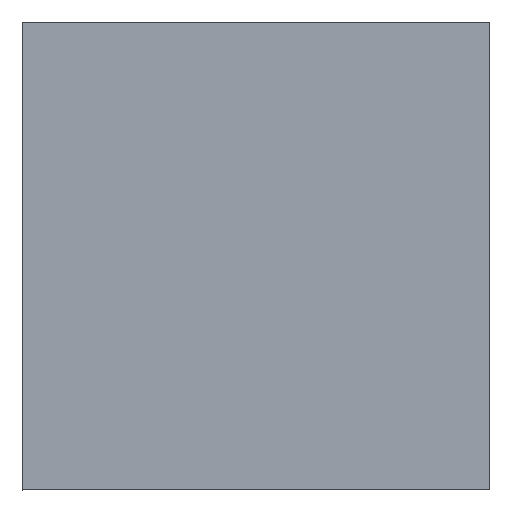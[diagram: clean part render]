
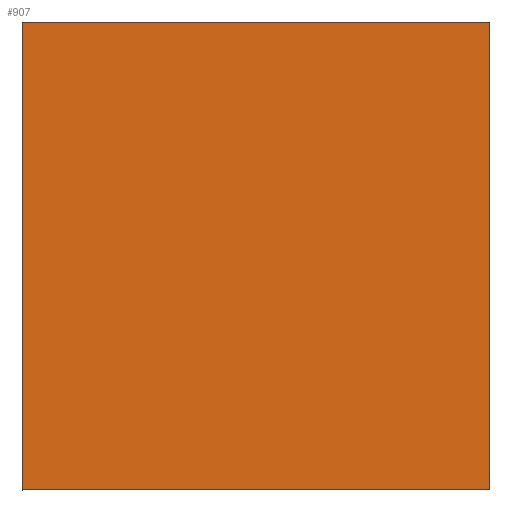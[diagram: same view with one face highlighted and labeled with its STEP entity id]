
A CAD part, top view. The second image highlights one B-rep face of the part: STEP entity #907.
In plain terms, the highlighted planar face has unit normal (0, 0, 1).
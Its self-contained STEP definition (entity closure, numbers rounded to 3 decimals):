
#49 = CARTESIAN_POINT ( 'NONE',  ( -298., 298., 0. ) ) ;
#103 = CARTESIAN_POINT ( 'NONE',  ( -298., -298., 0. ) ) ;
#122 = ORIENTED_EDGE ( 'NONE', *, *, #431, .T. ) ;
#177 = LINE ( 'NONE', #929, #765 ) ;
#184 = CARTESIAN_POINT ( 'NONE',  ( 298., 298., 0. ) ) ;
#263 = VECTOR ( 'NONE', #632, 1000. ) ;
#265 = VERTEX_POINT ( 'NONE', #184 ) ;
#352 = DIRECTION ( 'NONE',  ( 0., 0., 1. ) ) ;
#369 = ORIENTED_EDGE ( 'NONE', *, *, #935, .T. ) ;
#431 = EDGE_CURVE ( 'NONE', #894, #475, #459, .T. ) ;
#456 = CARTESIAN_POINT ( 'NONE',  ( 298., -298., 0. ) ) ;
#459 = LINE ( 'NONE', #1262, #1090 ) ;
#475 = VERTEX_POINT ( 'NONE', #456 ) ;
#632 = DIRECTION ( 'NONE',  ( -1., 0., 0. ) ) ;
#709 = DIRECTION ( 'NONE',  ( 0., -1., 0. ) ) ;
#765 = VECTOR ( 'NONE', #1504, 1000. ) ;
#817 = VECTOR ( 'NONE', #709, 1000. ) ;
#847 = LINE ( 'NONE', #1526, #817 ) ;
#851 = EDGE_LOOP ( 'NONE', ( #1317, #369, #122, #924 ) ) ;
#875 = LINE ( 'NONE', #1216, #263 ) ;
#894 = VERTEX_POINT ( 'NONE', #103 ) ;
#905 = EDGE_CURVE ( 'NONE', #475, #265, #177, .T. ) ;
#907 = ADVANCED_FACE ( 'NONE', ( #1076 ), #1167, .T. ) ;
#924 = ORIENTED_EDGE ( 'NONE', *, *, #905, .T. ) ;
#929 = CARTESIAN_POINT ( 'NONE',  ( 298., -298., 0. ) ) ;
#935 = EDGE_CURVE ( 'NONE', #1245, #894, #847, .T. ) ;
#1025 = DIRECTION ( 'NONE',  ( 1., 0., 0. ) ) ;
#1054 = CARTESIAN_POINT ( 'NONE',  ( 0., 0., 0. ) ) ;
#1076 = FACE_OUTER_BOUND ( 'NONE', #851, .T. ) ;
#1090 = VECTOR ( 'NONE', #1025, 1000. ) ;
#1167 = PLANE ( 'NONE',  #1250 ) ;
#1169 = DIRECTION ( 'NONE',  ( 1., 0., 0. ) ) ;
#1216 = CARTESIAN_POINT ( 'NONE',  ( 298., 298., 0. ) ) ;
#1245 = VERTEX_POINT ( 'NONE', #49 ) ;
#1250 = AXIS2_PLACEMENT_3D ( 'NONE', #1054, #352, #1169 ) ;
#1262 = CARTESIAN_POINT ( 'NONE',  ( -298., -298., 0. ) ) ;
#1317 = ORIENTED_EDGE ( 'NONE', *, *, #1409, .T. ) ;
#1409 = EDGE_CURVE ( 'NONE', #265, #1245, #875, .T. ) ;
#1504 = DIRECTION ( 'NONE',  ( 0., 1., 0. ) ) ;
#1526 = CARTESIAN_POINT ( 'NONE',  ( -298., 298., 0. ) ) ;
